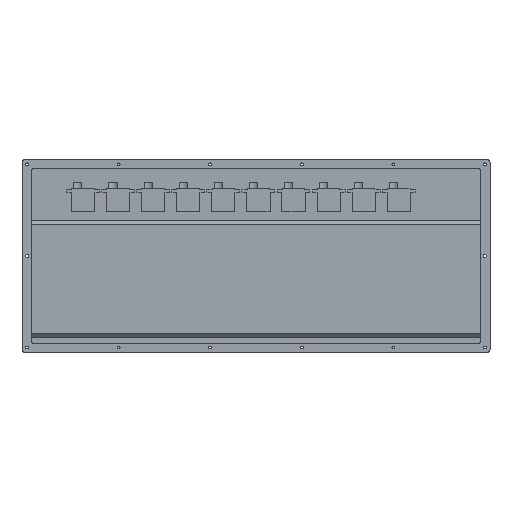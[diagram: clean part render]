
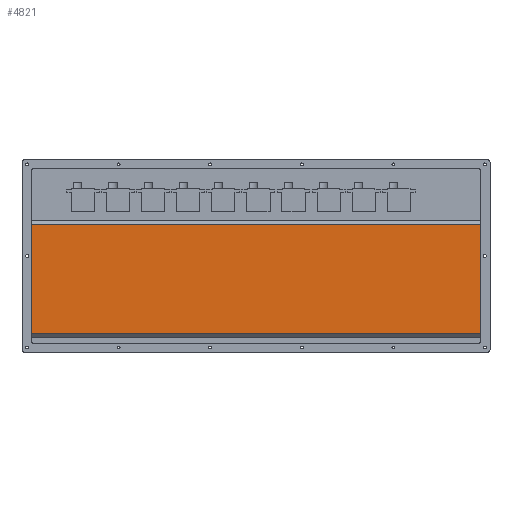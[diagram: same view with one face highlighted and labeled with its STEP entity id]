
A CAD part, top view. The second image highlights one B-rep face of the part: STEP entity #4821.
In plain terms, the highlighted planar face has unit normal (0, 0, 1).
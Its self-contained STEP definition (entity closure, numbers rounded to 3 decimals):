
#82=PLANE('',#5151);
#302=LINE('',#7178,#854);
#311=LINE('',#7195,#863);
#312=LINE('',#7198,#864);
#313=LINE('',#7199,#865);
#854=VECTOR('',#5677,10.);
#863=VECTOR('',#5688,10.);
#864=VECTOR('',#5691,10.);
#865=VECTOR('',#5692,10.);
#1469=FACE_OUTER_BOUND('',#1757,.T.);
#1757=EDGE_LOOP('',(#3505,#3506,#3507,#3508));
#2253=VERTEX_POINT('',#7174);
#2255=VERTEX_POINT('',#7177);
#2262=VERTEX_POINT('',#7193);
#2263=VERTEX_POINT('',#7197);
#2741=EDGE_CURVE('',#2253,#2255,#302,.T.);
#2750=EDGE_CURVE('',#2262,#2253,#311,.T.);
#2751=EDGE_CURVE('',#2263,#2262,#312,.T.);
#2752=EDGE_CURVE('',#2255,#2263,#313,.T.);
#3505=ORIENTED_EDGE('',*,*,#2750,.F.);
#3506=ORIENTED_EDGE('',*,*,#2751,.F.);
#3507=ORIENTED_EDGE('',*,*,#2752,.F.);
#3508=ORIENTED_EDGE('',*,*,#2741,.F.);
#4821=ADVANCED_FACE('',(#1469),#82,.T.);
#5151=AXIS2_PLACEMENT_3D('',#7196,#5689,#5690);
#5677=DIRECTION('',(-1.,0.,0.));
#5688=DIRECTION('',(0.,-1.,0.));
#5689=DIRECTION('center_axis',(0.,0.,1.));
#5690=DIRECTION('ref_axis',(1.,0.,0.));
#5691=DIRECTION('',(1.,0.,0.));
#5692=DIRECTION('',(0.,1.,0.));
#7174=CARTESIAN_POINT('',(451.,-151.,-15.5));
#7177=CARTESIAN_POINT('',(9.,-151.,-15.5));
#7178=CARTESIAN_POINT('',(119.5,-151.,-15.5));
#7193=CARTESIAN_POINT('',(451.,-44.,-15.5));
#7195=CARTESIAN_POINT('',(451.,-33.5,-15.5));
#7196=CARTESIAN_POINT('Origin',(230.,-75.,-15.5));
#7197=CARTESIAN_POINT('',(9.,-44.,-15.5));
#7198=CARTESIAN_POINT('',(340.5,-44.,-15.5));
#7199=CARTESIAN_POINT('',(9.,-116.5,-15.5));
